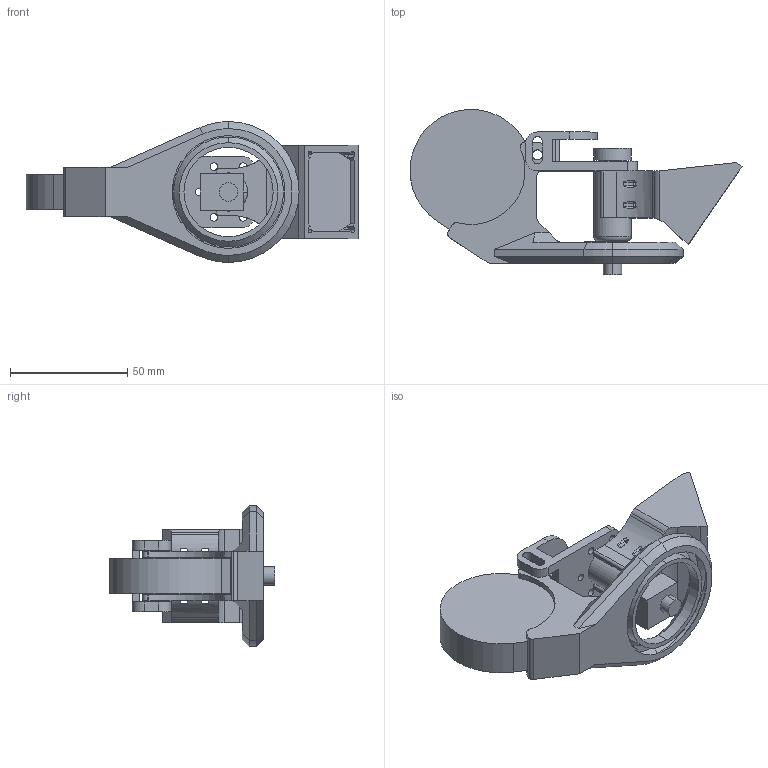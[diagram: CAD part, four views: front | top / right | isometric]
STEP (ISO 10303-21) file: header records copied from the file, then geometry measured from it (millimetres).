
FILE_DESCRIPTION (( 'STEP AP203' ), '1' );
FILE_NAME ('jhead-fans.step', '2016-02-29T21:23:27', ( '' ), ( '' ), 'SwSTEP 2.0', 'SolidWorks 2015', '' );
FILE_SCHEMA (( 'CONFIG_CONTROL_DESIGN' ));
Length unit declared in the file: millimetre
Products named in the file (1): jhead-fans
Bounding box: 141.34 x 70.35 x 60 mm (x, y, z)
Volume: 81778.9 mm3; surface area: 44157.2 mm2
Topology: 5 solids, 5 shells, 319 faces, 899 edges, 577 vertices
Faces by surface type: plane 152, cylinder 127, cone 20, bspline 18, torus 2
Entity records: 12335 total; most frequent: CARTESIAN_POINT 4028, ORIENTED_EDGE 1792, DIRECTION 1654, EDGE_CURVE 896, VERTEX_POINT 576, AXIS2_PLACEMENT_3D 554, VECTOR 546, LINE 546
